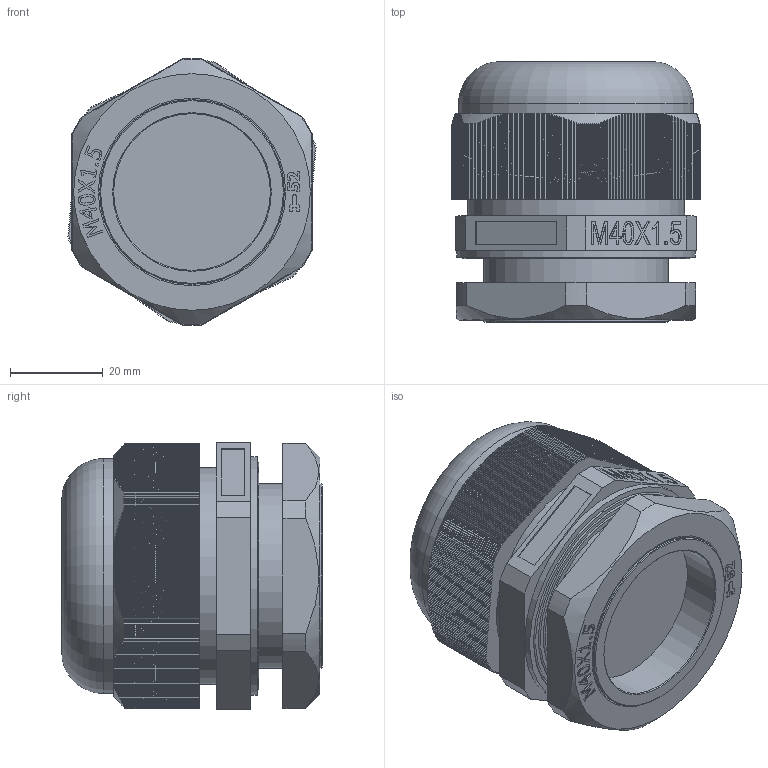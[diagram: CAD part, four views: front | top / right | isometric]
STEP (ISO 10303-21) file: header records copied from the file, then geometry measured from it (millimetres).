
FILE_DESCRIPTION(/* description */ (''),/* implementation_level */ '2;1');
FILE_NAME(/* name */ 'ЗЭТАРУС MG40.stp',/* time_stamp */ '2022-05-06T11:35:09+07:00',/* author */ ('zeta-09'),/* organization */ (''),/* preprocessor_version */ 'ST-DEVELOPER v18.1',/* originating_system */ 'Autodesk Inventor 2021',/* authorisation */ '');
FILE_SCHEMA (('AUTOMOTIVE_DESIGN { 1 0 10303 214 3 1 1 }'));
Length unit declared in the file: millimetre
Products named in the file (1): сборка для 
stp
Bounding box: 53.47 x 56.2 x 57.5 mm (x, y, z)
Volume: 103899.9 mm3; surface area: 18688.8 mm2
Topology: 1 solids, 1 shells, 1206 faces, 3499 edges, 2332 vertices
Faces by surface type: plane 1060, bspline 72, cone 45, cylinder 24, torus 5
Full cylindrical faces by diameter (mm): 32.3 x1, 33.8 x1, 39.8 x2, 46.8 x1, 50.8 x1, 51.5 x1
Entity records: 39981 total; most frequent: CARTESIAN_POINT 9298, ORIENTED_EDGE 6998, DIRECTION 5056, EDGE_CURVE 3499, LINE 2568, VECTOR 2568, VERTEX_POINT 2332, AXIS2_PLACEMENT_3D 1244
